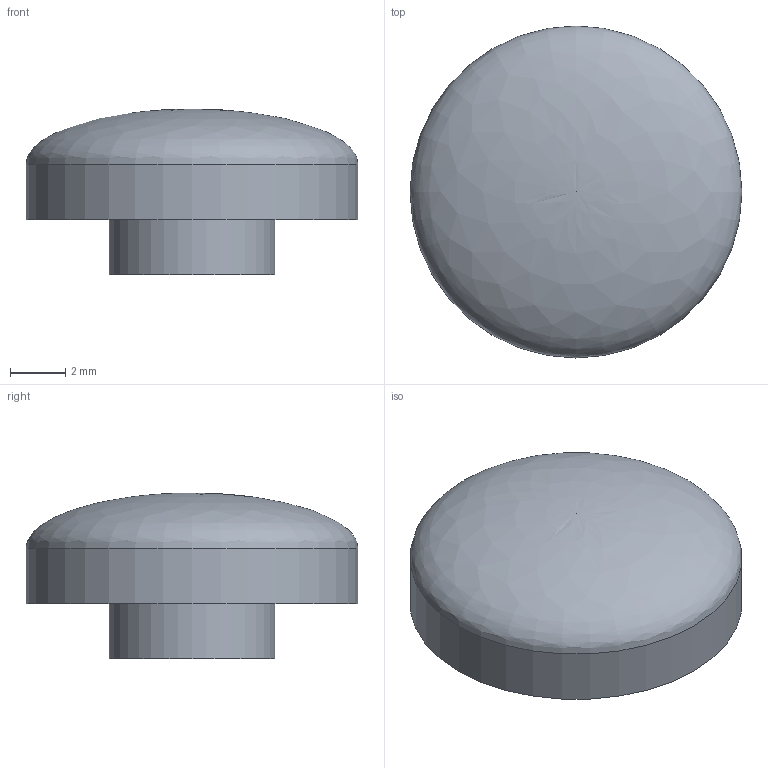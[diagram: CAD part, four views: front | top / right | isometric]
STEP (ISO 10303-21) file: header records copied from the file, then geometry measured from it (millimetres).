
FILE_DESCRIPTION(/* description */ ('Alibre Inc.'),/* implementation_level */ '2;1');
FILE_NAME(/* name */ 'export-14ACFC46-1E6B-47A7-A276-50BDD355C288',/* time_stamp */ '2023-10-04T20:53:35+02:00',/* author */ (''),/* organization */ (''),/* preprocessor_version */ 'ST-DEVELOPER v17',/* originating_system */ 'Alibre',/* authorisation */ '');
FILE_SCHEMA (('AUTOMOTIVE_DESIGN'));
Length unit declared in the file: millimetre
Bounding box: 12 x 12 x 6 mm (x, y, z)
Volume: 433.5 mm3; surface area: 362.8 mm2
Topology: 1 solids, 1 shells, 5 faces, 8 edges, 5 vertices
Faces by surface type: plane 2, cylinder 2, revolution 1
Full cylindrical faces by diameter (mm): 6 x1, 12 x1
Entity records: 119 total; most frequent: CARTESIAN_POINT 18, DIRECTION 17, ORIENTED_EDGE 10, AXIS2_PLACEMENT_3D 9, EDGE_LOOP 8, FACE_BOUND 8, VERTEX_POINT 5, EDGE_CURVE 5
